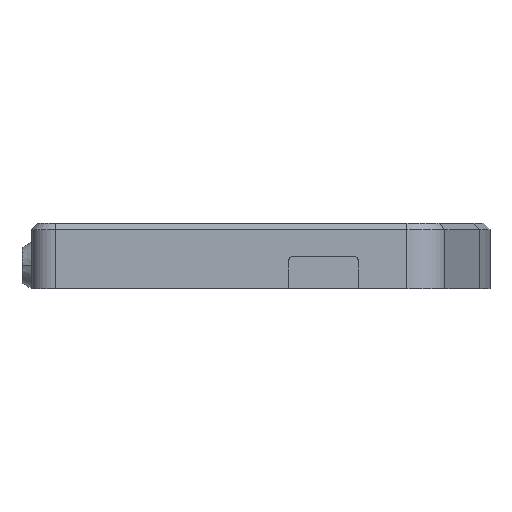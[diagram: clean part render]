
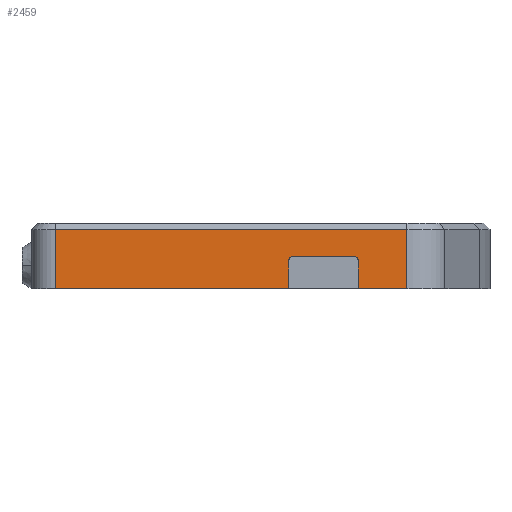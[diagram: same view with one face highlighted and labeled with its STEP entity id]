
A CAD part, left-side view. The second image highlights one B-rep face of the part: STEP entity #2459.
In plain terms, the highlighted planar face has unit normal (-1, 0, 0).
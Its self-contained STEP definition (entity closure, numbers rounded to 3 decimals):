
#18 = ORIENTED_EDGE ( 'NONE', *, *, #2118, .F. ) ;
#22 = CARTESIAN_POINT ( 'NONE',  ( -70.414, -26.269, 0. ) ) ;
#221 = VECTOR ( 'NONE', #2327, 1000. ) ;
#322 = LINE ( 'NONE', #2613, #1042 ) ;
#374 = ORIENTED_EDGE ( 'NONE', *, *, #3175, .T. ) ;
#388 = CARTESIAN_POINT ( 'NONE',  ( -70.414, -33.729, 2.983 ) ) ;
#405 = LINE ( 'NONE', #2998, #3570 ) ;
#760 = EDGE_LOOP ( 'NONE', ( #4524, #2735, #2729, #2993, #5442, #374, #1227, #18, #2393, #5129 ) ) ;
#765 = VECTOR ( 'NONE', #4824, 1000. ) ;
#835 = VERTEX_POINT ( 'NONE', #2337 ) ;
#912 = VERTEX_POINT ( 'NONE', #3417 ) ;
#986 = LINE ( 'NONE', #4004, #765 ) ;
#1042 = VECTOR ( 'NONE', #4374, 1000. ) ;
#1117 = EDGE_CURVE ( 'NONE', #4173, #1794, #986, .T. ) ;
#1143 = CARTESIAN_POINT ( 'NONE',  ( -70.414, -33.229, 3.483 ) ) ;
#1227 = ORIENTED_EDGE ( 'NONE', *, *, #1117, .T. ) ;
#1263 = DIRECTION ( 'NONE',  ( 0., 0., -1. ) ) ;
#1395 = VECTOR ( 'NONE', #1549, 1000. ) ;
#1399 = EDGE_CURVE ( 'NONE', #2476, #4884, #3028, .T. ) ;
#1510 = PLANE ( 'NONE',  #3792 ) ;
#1511 = VECTOR ( 'NONE', #5444, 1000. ) ;
#1549 = DIRECTION ( 'NONE',  ( 0., 1., 0. ) ) ;
#1577 = FACE_OUTER_BOUND ( 'NONE', #760, .T. ) ;
#1599 = CARTESIAN_POINT ( 'NONE',  ( -70.414, -1.15, 0. ) ) ;
#1628 = VERTEX_POINT ( 'NONE', #1143 ) ;
#1794 = VERTEX_POINT ( 'NONE', #3905 ) ;
#2118 = EDGE_CURVE ( 'NONE', #835, #1794, #3329, .T. ) ;
#2196 = VECTOR ( 'NONE', #3871, 1000. ) ;
#2294 = AXIS2_PLACEMENT_3D ( 'NONE', #4870, #4115, #2744 ) ;
#2327 = DIRECTION ( 'NONE',  ( 0., -1., 0. ) ) ;
#2337 = CARTESIAN_POINT ( 'NONE',  ( -70.414, -26.769, 3.483 ) ) ;
#2354 = EDGE_CURVE ( 'NONE', #5240, #4822, #3279, .T. ) ;
#2374 = LINE ( 'NONE', #4140, #1395 ) ;
#2393 = ORIENTED_EDGE ( 'NONE', *, *, #4125, .T. ) ;
#2395 = DIRECTION ( 'NONE',  ( 0., 0., -1. ) ) ;
#2459 = ADVANCED_FACE ( 'NONE', ( #1577 ), #1510, .F. ) ;
#2476 = VERTEX_POINT ( 'NONE', #4433 ) ;
#2522 = DIRECTION ( 'NONE',  ( 0., -1., 0. ) ) ;
#2564 = CIRCLE ( 'NONE', #2294, 0.5 ) ;
#2613 = CARTESIAN_POINT ( 'NONE',  ( -70.414, -38.964, 6. ) ) ;
#2722 = LINE ( 'NONE', #3545, #221 ) ;
#2729 = ORIENTED_EDGE ( 'NONE', *, *, #4880, .F. ) ;
#2735 = ORIENTED_EDGE ( 'NONE', *, *, #4955, .T. ) ;
#2744 = DIRECTION ( 'NONE',  ( 0., -1., 0. ) ) ;
#2955 = CARTESIAN_POINT ( 'NONE',  ( -70.414, -26.769, 2.983 ) ) ;
#2993 = ORIENTED_EDGE ( 'NONE', *, *, #4700, .T. ) ;
#2998 = CARTESIAN_POINT ( 'NONE',  ( -70.414, 0., 3.483 ) ) ;
#3028 = LINE ( 'NONE', #4764, #5312 ) ;
#3133 = AXIS2_PLACEMENT_3D ( 'NONE', #2955, #3781, #2522 ) ;
#3167 = CARTESIAN_POINT ( 'NONE',  ( -70.414, -38.964, 0. ) ) ;
#3175 = EDGE_CURVE ( 'NONE', #4884, #4173, #4189, .T. ) ;
#3245 = DIRECTION ( 'NONE',  ( 1., 0., 0. ) ) ;
#3279 = LINE ( 'NONE', #4505, #1511 ) ;
#3329 = CIRCLE ( 'NONE', #3133, 0.5 ) ;
#3417 = CARTESIAN_POINT ( 'NONE',  ( -70.414, -38.964, 6.35 ) ) ;
#3545 = CARTESIAN_POINT ( 'NONE',  ( -70.414, -1.15, 0. ) ) ;
#3570 = VECTOR ( 'NONE', #4361, 1000. ) ;
#3578 = CARTESIAN_POINT ( 'NONE',  ( -70.414, -1.15, 6. ) ) ;
#3781 = DIRECTION ( 'NONE',  ( -1., 0., 0. ) ) ;
#3792 = AXIS2_PLACEMENT_3D ( 'NONE', #3578, #3245, #2395 ) ;
#3839 = VERTEX_POINT ( 'NONE', #3167 ) ;
#3871 = DIRECTION ( 'NONE',  ( 0., -1., 0. ) ) ;
#3883 = EDGE_CURVE ( 'NONE', #5240, #1628, #2564, .T. ) ;
#3905 = CARTESIAN_POINT ( 'NONE',  ( -70.414, -26.269, 2.983 ) ) ;
#4004 = CARTESIAN_POINT ( 'NONE',  ( -70.414, -26.269, 0. ) ) ;
#4115 = DIRECTION ( 'NONE',  ( -1., 0., 0. ) ) ;
#4125 = EDGE_CURVE ( 'NONE', #835, #1628, #405, .T. ) ;
#4140 = CARTESIAN_POINT ( 'NONE',  ( -70.414, -1.15, 6.35 ) ) ;
#4173 = VERTEX_POINT ( 'NONE', #22 ) ;
#4189 = LINE ( 'NONE', #1599, #2196 ) ;
#4222 = CARTESIAN_POINT ( 'NONE',  ( -70.414, -1.15, 0. ) ) ;
#4361 = DIRECTION ( 'NONE',  ( 0., -1., 0. ) ) ;
#4374 = DIRECTION ( 'NONE',  ( 0., 0., -1. ) ) ;
#4433 = CARTESIAN_POINT ( 'NONE',  ( -70.414, -1.15, 6.35 ) ) ;
#4505 = CARTESIAN_POINT ( 'NONE',  ( -70.414, -33.729, 0. ) ) ;
#4524 = ORIENTED_EDGE ( 'NONE', *, *, #2354, .T. ) ;
#4671 = CARTESIAN_POINT ( 'NONE',  ( -70.414, -33.729, 0. ) ) ;
#4700 = EDGE_CURVE ( 'NONE', #912, #2476, #2374, .T. ) ;
#4764 = CARTESIAN_POINT ( 'NONE',  ( -70.414, -1.15, 6. ) ) ;
#4822 = VERTEX_POINT ( 'NONE', #4671 ) ;
#4824 = DIRECTION ( 'NONE',  ( 0., 0., 1. ) ) ;
#4870 = CARTESIAN_POINT ( 'NONE',  ( -70.414, -33.229, 2.983 ) ) ;
#4880 = EDGE_CURVE ( 'NONE', #912, #3839, #322, .T. ) ;
#4884 = VERTEX_POINT ( 'NONE', #4222 ) ;
#4955 = EDGE_CURVE ( 'NONE', #4822, #3839, #2722, .T. ) ;
#5129 = ORIENTED_EDGE ( 'NONE', *, *, #3883, .F. ) ;
#5240 = VERTEX_POINT ( 'NONE', #388 ) ;
#5312 = VECTOR ( 'NONE', #1263, 1000. ) ;
#5442 = ORIENTED_EDGE ( 'NONE', *, *, #1399, .T. ) ;
#5444 = DIRECTION ( 'NONE',  ( 0., 0., -1. ) ) ;
